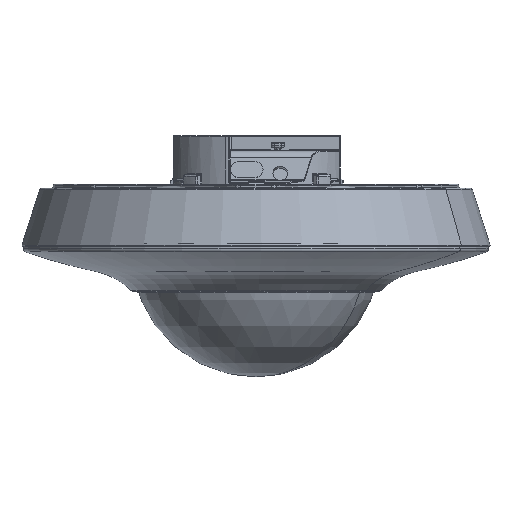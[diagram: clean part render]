
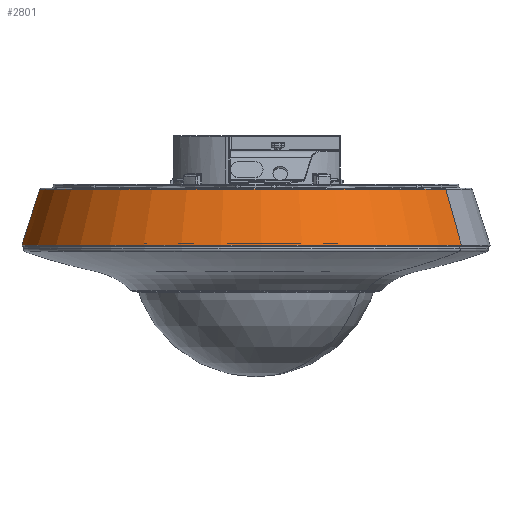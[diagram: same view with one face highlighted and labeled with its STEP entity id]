
A CAD part, left-side view. The second image highlights one B-rep face of the part: STEP entity #2801.
In plain terms, the highlighted face is a revolution surface.
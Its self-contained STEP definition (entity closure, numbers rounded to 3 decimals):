
#2759=AXIS2_PLACEMENT_3D('Circle Axis2P3D',#2757,#2758,$) ;
#2776=AXIS2_PLACEMENT_3D('Circle Axis2P3D',#2774,#2775,$) ;
#2671=CARTESIAN_POINT('Vertex',(31.948,58.481,-0.255)) ;
#2678=CARTESIAN_POINT('Vertex',(-31.948,-58.481,-0.255)) ;
#2702=CARTESIAN_POINT('Vertex',(34.562,63.266,-17.433)) ;
#2709=CARTESIAN_POINT('Vertex',(-34.562,-63.266,-17.433)) ;
#2734=CARTESIAN_POINT('Control Point',(31.948,58.481,-0.255)) ;
#2735=CARTESIAN_POINT('Control Point',(32.947,60.309,-5.892)) ;
#2736=CARTESIAN_POINT('Control Point',(33.82,61.907,-11.626)) ;
#2737=CARTESIAN_POINT('Control Point',(34.562,63.266,-17.433)) ;
#2740=CARTESIAN_POINT('Control Point',(-31.948,-58.481,-0.255)) ;
#2741=CARTESIAN_POINT('Control Point',(-32.947,-60.309,-5.892)) ;
#2742=CARTESIAN_POINT('Control Point',(-33.82,-61.907,-11.626)) ;
#2743=CARTESIAN_POINT('Control Point',(-34.562,-63.266,-17.433)) ;
#2757=CARTESIAN_POINT('Axis2P3D Location',(0.,0.,-0.255)) ;
#2774=CARTESIAN_POINT('Axis2P3D Location',(0.,0.,-17.433)) ;
#2787=CARTESIAN_POINT('Control Point',(0.,-66.639,-0.255)) ;
#2788=CARTESIAN_POINT('Control Point',(0.,-68.722,-5.892)) ;
#2789=CARTESIAN_POINT('Control Point',(0.,-70.542,-11.626)) ;
#2790=CARTESIAN_POINT('Control Point',(0.,-72.091,-17.433)) ;
#2791=CARTESIAN_POINT('Axis1P Location',(0.,0.,-8.5)) ;
#2758=DIRECTION('Axis2P3D Direction',(0.,-0.,-1.)) ;
#2775=DIRECTION('Axis2P3D Direction',(0.,-0.,-1.)) ;
#2792=DIRECTION('Axis1P Direction',(0.,0.,-1.)) ;
#2793=AXIS1_PLACEMENT('Revolution Surface Axis1P',#2791,#2792) ;
#2796=ORIENTED_EDGE('',*,*,#2778,.F.) ;
#2797=ORIENTED_EDGE('',*,*,#2744,.F.) ;
#2798=ORIENTED_EDGE('',*,*,#2761,.T.) ;
#2799=ORIENTED_EDGE('',*,*,#2738,.T.) ;
#2801=ADVANCED_FACE('Body.3',(#2800),#2794,.T.) ;
#2733=B_SPLINE_CURVE_WITH_KNOTS('',3,(#2734,#2735,#2736,#2737),.UNSPECIFIED.,.F.,.U.,(4,4),(538.412,556.44),.UNSPECIFIED.) ;
#2739=B_SPLINE_CURVE_WITH_KNOTS('',3,(#2740,#2741,#2742,#2743),.UNSPECIFIED.,.F.,.U.,(4,4),(538.412,556.44),.UNSPECIFIED.) ;
#2786=B_SPLINE_CURVE_WITH_KNOTS('',3,(#2787,#2788,#2789,#2790),.UNSPECIFIED.,.F.,.U.,(4,4),(538.412,556.44),.UNSPECIFIED.) ;
#2760=CIRCLE('generated circle',#2759,66.639) ;
#2777=CIRCLE('generated circle',#2776,72.091) ;
#2738=EDGE_CURVE('',#2672,#2703,#2733,.T.) ;
#2744=EDGE_CURVE('',#2679,#2710,#2739,.T.) ;
#2761=EDGE_CURVE('',#2679,#2672,#2760,.T.) ;
#2778=EDGE_CURVE('',#2710,#2703,#2777,.T.) ;
#2795=EDGE_LOOP('',(#2796,#2797,#2798,#2799)) ;
#2800=FACE_OUTER_BOUND('',#2795,.T.) ;
#2794=SURFACE_OF_REVOLUTION('Surface of Revolution',#2786,#2793) ;
#2672=VERTEX_POINT('',#2671) ;
#2679=VERTEX_POINT('',#2678) ;
#2703=VERTEX_POINT('',#2702) ;
#2710=VERTEX_POINT('',#2709) ;
